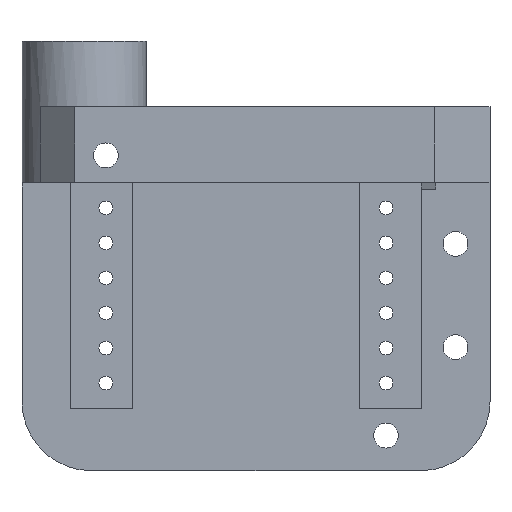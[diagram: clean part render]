
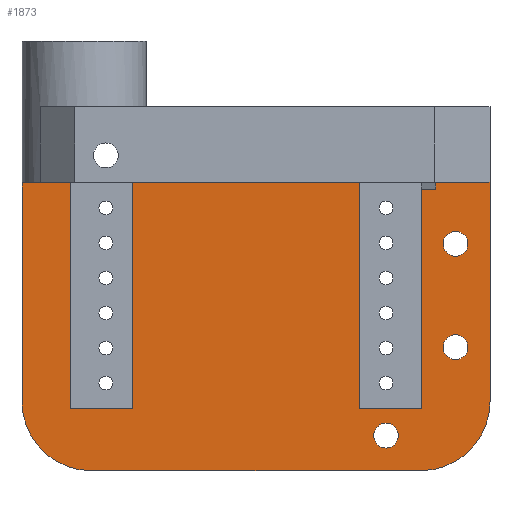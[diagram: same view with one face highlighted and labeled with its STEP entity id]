
A CAD part, left-side view. The second image highlights one B-rep face of the part: STEP entity #1873.
In plain terms, the highlighted planar face has unit normal (-1, 0, 0).
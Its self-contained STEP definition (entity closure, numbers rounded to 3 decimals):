
#103=FACE_BOUND('',#386,.T.);
#104=FACE_BOUND('',#387,.T.);
#105=FACE_BOUND('',#388,.T.);
#176=CIRCLE('',#2047,5.);
#177=CIRCLE('',#2048,5.);
#178=CIRCLE('',#2049,0.9);
#179=CIRCLE('',#2050,0.9);
#180=CIRCLE('',#2051,0.9);
#254=FACE_OUTER_BOUND('',#385,.T.);
#385=EDGE_LOOP('',(#1539,#1540,#1541,#1542,#1543,#1544,#1545,#1546,#1547,
#1548,#1549,#1550,#1551,#1552,#1553,#1554,#1555,#1556));
#386=EDGE_LOOP('',(#1557));
#387=EDGE_LOOP('',(#1558));
#388=EDGE_LOOP('',(#1559));
#523=LINE('',#2954,#706);
#531=LINE('',#2971,#714);
#532=LINE('',#2973,#715);
#533=LINE('',#2977,#716);
#534=LINE('',#2981,#717);
#535=LINE('',#2983,#718);
#536=LINE('',#2985,#719);
#537=LINE('',#2987,#720);
#538=LINE('',#2989,#721);
#539=LINE('',#2991,#722);
#540=LINE('',#2993,#723);
#541=LINE('',#2995,#724);
#542=LINE('',#2997,#725);
#543=LINE('',#2999,#726);
#544=LINE('',#3001,#727);
#545=LINE('',#3002,#728);
#706=VECTOR('',#2434,10.);
#714=VECTOR('',#2446,10.);
#715=VECTOR('',#2447,10.);
#716=VECTOR('',#2450,10.);
#717=VECTOR('',#2453,10.);
#718=VECTOR('',#2454,10.);
#719=VECTOR('',#2455,10.);
#720=VECTOR('',#2456,10.);
#721=VECTOR('',#2457,10.);
#722=VECTOR('',#2458,10.);
#723=VECTOR('',#2459,10.);
#724=VECTOR('',#2460,10.);
#725=VECTOR('',#2461,10.);
#726=VECTOR('',#2462,10.);
#727=VECTOR('',#2463,10.);
#728=VECTOR('',#2464,10.);
#897=VERTEX_POINT('',#2952);
#898=VERTEX_POINT('',#2953);
#905=VERTEX_POINT('',#2970);
#906=VERTEX_POINT('',#2972);
#907=VERTEX_POINT('',#2974);
#908=VERTEX_POINT('',#2976);
#909=VERTEX_POINT('',#2978);
#910=VERTEX_POINT('',#2980);
#911=VERTEX_POINT('',#2982);
#912=VERTEX_POINT('',#2984);
#913=VERTEX_POINT('',#2986);
#914=VERTEX_POINT('',#2988);
#915=VERTEX_POINT('',#2990);
#916=VERTEX_POINT('',#2992);
#917=VERTEX_POINT('',#2994);
#918=VERTEX_POINT('',#2996);
#919=VERTEX_POINT('',#2998);
#920=VERTEX_POINT('',#3000);
#921=VERTEX_POINT('',#3003);
#922=VERTEX_POINT('',#3005);
#923=VERTEX_POINT('',#3007);
#1121=EDGE_CURVE('',#897,#898,#523,.T.);
#1129=EDGE_CURVE('',#905,#897,#531,.T.);
#1130=EDGE_CURVE('',#898,#906,#532,.T.);
#1131=EDGE_CURVE('',#907,#906,#176,.T.);
#1132=EDGE_CURVE('',#907,#908,#533,.T.);
#1133=EDGE_CURVE('',#909,#908,#177,.T.);
#1134=EDGE_CURVE('',#909,#910,#534,.T.);
#1135=EDGE_CURVE('',#911,#910,#535,.T.);
#1136=EDGE_CURVE('',#911,#912,#536,.T.);
#1137=EDGE_CURVE('',#912,#913,#537,.T.);
#1138=EDGE_CURVE('',#913,#914,#538,.T.);
#1139=EDGE_CURVE('',#914,#915,#539,.T.);
#1140=EDGE_CURVE('',#915,#916,#540,.T.);
#1141=EDGE_CURVE('',#917,#916,#541,.T.);
#1142=EDGE_CURVE('',#917,#918,#542,.T.);
#1143=EDGE_CURVE('',#918,#919,#543,.T.);
#1144=EDGE_CURVE('',#919,#920,#544,.T.);
#1145=EDGE_CURVE('',#905,#920,#545,.T.);
#1146=EDGE_CURVE('',#921,#921,#178,.T.);
#1147=EDGE_CURVE('',#922,#922,#179,.T.);
#1148=EDGE_CURVE('',#923,#923,#180,.T.);
#1539=ORIENTED_EDGE('',*,*,#1129,.T.);
#1540=ORIENTED_EDGE('',*,*,#1121,.T.);
#1541=ORIENTED_EDGE('',*,*,#1130,.T.);
#1542=ORIENTED_EDGE('',*,*,#1131,.F.);
#1543=ORIENTED_EDGE('',*,*,#1132,.T.);
#1544=ORIENTED_EDGE('',*,*,#1133,.F.);
#1545=ORIENTED_EDGE('',*,*,#1134,.T.);
#1546=ORIENTED_EDGE('',*,*,#1135,.F.);
#1547=ORIENTED_EDGE('',*,*,#1136,.T.);
#1548=ORIENTED_EDGE('',*,*,#1137,.T.);
#1549=ORIENTED_EDGE('',*,*,#1138,.T.);
#1550=ORIENTED_EDGE('',*,*,#1139,.T.);
#1551=ORIENTED_EDGE('',*,*,#1140,.T.);
#1552=ORIENTED_EDGE('',*,*,#1141,.F.);
#1553=ORIENTED_EDGE('',*,*,#1142,.T.);
#1554=ORIENTED_EDGE('',*,*,#1143,.T.);
#1555=ORIENTED_EDGE('',*,*,#1144,.T.);
#1556=ORIENTED_EDGE('',*,*,#1145,.F.);
#1557=ORIENTED_EDGE('',*,*,#1146,.T.);
#1558=ORIENTED_EDGE('',*,*,#1147,.T.);
#1559=ORIENTED_EDGE('',*,*,#1148,.T.);
#1786=PLANE('',#2046);
#1873=ADVANCED_FACE('',(#254,#103,#104,#105),#1786,.F.);
#2046=AXIS2_PLACEMENT_3D('',#2969,#2444,#2445);
#2047=AXIS2_PLACEMENT_3D('',#2975,#2448,#2449);
#2048=AXIS2_PLACEMENT_3D('',#2979,#2451,#2452);
#2049=AXIS2_PLACEMENT_3D('',#3004,#2465,#2466);
#2050=AXIS2_PLACEMENT_3D('',#3006,#2467,#2468);
#2051=AXIS2_PLACEMENT_3D('',#3008,#2469,#2470);
#2434=DIRECTION('',(0.,1.,0.));
#2444=DIRECTION('center_axis',(1.,0.,0.));
#2445=DIRECTION('ref_axis',(0.,0.,-1.));
#2446=DIRECTION('',(0.,0.,-1.));
#2447=DIRECTION('',(0.,0.,-1.));
#2448=DIRECTION('center_axis',(1.,0.,0.));
#2449=DIRECTION('ref_axis',(0.,0.707,-0.707));
#2450=DIRECTION('',(0.,-1.,0.));
#2451=DIRECTION('center_axis',(1.,0.,0.));
#2452=DIRECTION('ref_axis',(0.,-0.707,-0.707));
#2453=DIRECTION('',(0.,0.,1.));
#2454=DIRECTION('',(0.,-1.,0.));
#2455=DIRECTION('',(0.,0.,-1.));
#2456=DIRECTION('',(0.,1.,0.));
#2457=DIRECTION('',(0.,0.,-1.));
#2458=DIRECTION('',(0.,1.,0.));
#2459=DIRECTION('',(0.,0.,1.));
#2460=DIRECTION('',(0.,-1.,0.));
#2461=DIRECTION('',(0.,0.,-1.));
#2462=DIRECTION('',(0.,1.,0.));
#2463=DIRECTION('',(0.,0.,1.));
#2464=DIRECTION('',(0.,-1.,0.));
#2465=DIRECTION('center_axis',(1.,0.,0.));
#2466=DIRECTION('ref_axis',(0.,0.,-1.));
#2467=DIRECTION('center_axis',(1.,0.,0.));
#2468=DIRECTION('ref_axis',(0.,0.,1.));
#2469=DIRECTION('center_axis',(1.,0.,0.));
#2470=DIRECTION('ref_axis',(0.,0.,1.));
#2952=CARTESIAN_POINT('',(75.,21.437,100.5));
#2953=CARTESIAN_POINT('',(75.,21.44,100.5));
#2954=CARTESIAN_POINT('',(75.,12.36,100.5));
#2969=CARTESIAN_POINT('Origin',(75.,5.2,92.8));
#2970=CARTESIAN_POINT('',(75.,21.437,101.));
#2971=CARTESIAN_POINT('',(75.,21.437,99.65));
#2972=CARTESIAN_POINT('',(75.,21.44,85.1));
#2973=CARTESIAN_POINT('',(75.,21.44,99.15));
#2974=CARTESIAN_POINT('',(75.,16.44,80.1));
#2975=CARTESIAN_POINT('Origin',(75.,16.44,85.1));
#2976=CARTESIAN_POINT('',(75.,-7.5,80.1));
#2977=CARTESIAN_POINT('',(75.,15.36,80.1));
#2978=CARTESIAN_POINT('',(75.,-12.5,85.1));
#2979=CARTESIAN_POINT('Origin',(75.,-7.5,85.1));
#2980=CARTESIAN_POINT('',(75.,-12.5,101.));
#2981=CARTESIAN_POINT('',(75.,-12.5,80.1));
#2982=CARTESIAN_POINT('',(75.,-8.58,101.));
#2983=CARTESIAN_POINT('',(75.,11.55,101.));
#2984=CARTESIAN_POINT('',(75.,-8.58,100.5));
#2985=CARTESIAN_POINT('',(75.,-8.58,98.65));
#2986=CARTESIAN_POINT('',(75.,-7.5,100.5));
#2987=CARTESIAN_POINT('',(75.,-0.932,100.5));
#2988=CARTESIAN_POINT('',(75.,-7.5,84.6));
#2989=CARTESIAN_POINT('',(75.,-7.5,84.6));
#2990=CARTESIAN_POINT('',(75.,-3.,84.6));
#2991=CARTESIAN_POINT('',(75.,-3.,84.6));
#2992=CARTESIAN_POINT('',(75.,-3.,101.));
#2993=CARTESIAN_POINT('',(75.,-3.,101.));
#2994=CARTESIAN_POINT('',(75.,13.4,101.));
#2995=CARTESIAN_POINT('',(75.,11.55,101.));
#2996=CARTESIAN_POINT('',(75.,13.4,84.6));
#2997=CARTESIAN_POINT('',(75.,13.4,84.6));
#2998=CARTESIAN_POINT('',(75.,17.9,84.6));
#2999=CARTESIAN_POINT('',(75.,17.9,84.6));
#3000=CARTESIAN_POINT('',(75.,17.9,101.));
#3001=CARTESIAN_POINT('',(75.,17.9,101.));
#3002=CARTESIAN_POINT('',(75.,11.55,101.));
#3003=CARTESIAN_POINT('',(75.,-4.96,83.54));
#3004=CARTESIAN_POINT('Origin',(75.,-4.96,82.64));
#3005=CARTESIAN_POINT('',(75.,-10.,95.65));
#3006=CARTESIAN_POINT('Origin',(75.,-10.,96.55));
#3007=CARTESIAN_POINT('',(75.,-10.,88.15));
#3008=CARTESIAN_POINT('Origin',(75.,-10.,89.05));
